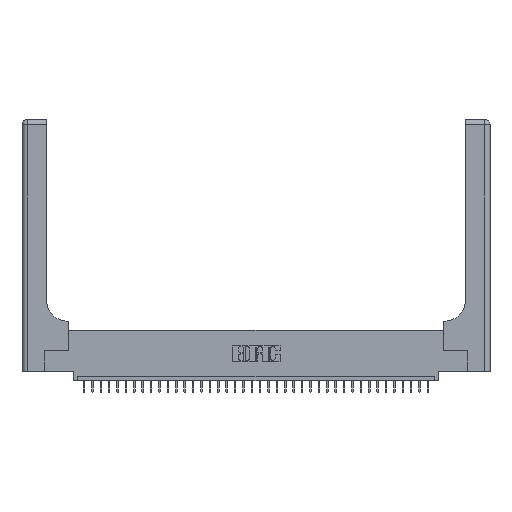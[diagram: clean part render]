
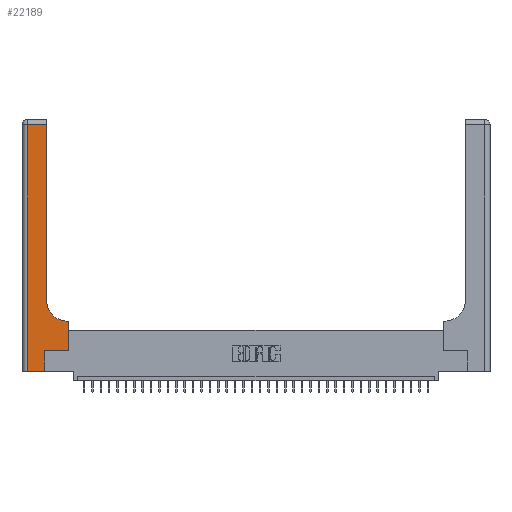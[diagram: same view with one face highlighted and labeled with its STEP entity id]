
A CAD part, top view. The second image highlights one B-rep face of the part: STEP entity #22189.
In plain terms, the highlighted planar face has unit normal (0, 0, 1).
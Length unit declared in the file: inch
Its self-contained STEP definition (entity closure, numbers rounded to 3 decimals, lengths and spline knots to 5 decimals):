
#804 = VERTEX_POINT ( 'NONE', #21261 ) ;
#1244 = AXIS2_PLACEMENT_3D ( 'NONE', #9578, #20581, #35031 ) ;
#1704 = LINE ( 'NONE', #24709, #3275 ) ;
#1837 = EDGE_LOOP ( 'NONE', ( #10516, #31170, #19209, #3091, #5761, #13142, #12599, #3923, #15872 ) ) ;
#1997 = CARTESIAN_POINT ( 'NONE',  ( 0.2915, 0.6, 0.37 ) ) ;
#2084 = CARTESIAN_POINT ( 'NONE',  ( 0.06, 0., 0.37 ) ) ;
#2483 = LINE ( 'NONE', #31147, #35957 ) ;
#3091 = ORIENTED_EDGE ( 'NONE', *, *, #35904, .T. ) ;
#3275 = VECTOR ( 'NONE', #15731, 39.37008 ) ;
#3923 = ORIENTED_EDGE ( 'NONE', *, *, #4015, .T. ) ;
#4015 = EDGE_CURVE ( 'NONE', #22011, #10565, #13580, .T. ) ;
#4960 = LINE ( 'NONE', #16370, #31842 ) ;
#5375 = VECTOR ( 'NONE', #11414, 39.37008 ) ;
#5573 = EDGE_CURVE ( 'NONE', #6542, #18060, #1704, .T. ) ;
#5761 = ORIENTED_EDGE ( 'NONE', *, *, #22506, .T. ) ;
#6256 = VERTEX_POINT ( 'NONE', #20684 ) ;
#6542 = VERTEX_POINT ( 'NONE', #33797 ) ;
#8256 = LINE ( 'NONE', #22284, #20328 ) ;
#8685 = EDGE_CURVE ( 'NONE', #14964, #6256, #17004, .T. ) ;
#8970 = CARTESIAN_POINT ( 'NONE',  ( 0.2915, 3., 0.37 ) ) ;
#8982 = CIRCLE ( 'NONE', #1244, 0.25 ) ;
#8998 = CARTESIAN_POINT ( 'NONE',  ( 0.5415, 0.6, 0.37 ) ) ;
#9578 = CARTESIAN_POINT ( 'NONE',  ( 0.5415, 0.85, 0.37 ) ) ;
#10319 = EDGE_CURVE ( 'NONE', #13547, #804, #30751, .T. ) ;
#10516 = ORIENTED_EDGE ( 'NONE', *, *, #8685, .T. ) ;
#10565 = VERTEX_POINT ( 'NONE', #8998 ) ;
#10934 = VERTEX_POINT ( 'NONE', #34976 ) ;
#11173 = FACE_OUTER_BOUND ( 'NONE', #1837, .T. ) ;
#11257 = DIRECTION ( 'NONE',  ( -1., 0., 0. ) ) ;
#11414 = DIRECTION ( 'NONE',  ( 0., 1., 0. ) ) ;
#12599 = ORIENTED_EDGE ( 'NONE', *, *, #26404, .T. ) ;
#13142 = ORIENTED_EDGE ( 'NONE', *, *, #10319, .T. ) ;
#13547 = VERTEX_POINT ( 'NONE', #30661 ) ;
#13580 = LINE ( 'NONE', #1997, #29764 ) ;
#14157 = CARTESIAN_POINT ( 'NONE',  ( 0.5585, 0.25, 0.37 ) ) ;
#14964 = VERTEX_POINT ( 'NONE', #28919 ) ;
#15731 = DIRECTION ( 'NONE',  ( 0., -1., 0. ) ) ;
#15872 = ORIENTED_EDGE ( 'NONE', *, *, #34768, .T. ) ;
#16370 = CARTESIAN_POINT ( 'NONE',  ( 0.269, 0., 0.37 ) ) ;
#17004 = LINE ( 'NONE', #8970, #5375 ) ;
#17419 = DIRECTION ( 'NONE',  ( 1., 0., 0. ) ) ;
#18060 = VERTEX_POINT ( 'NONE', #2084 ) ;
#18097 = AXIS2_PLACEMENT_3D ( 'NONE', #19404, #19772, #28378 ) ;
#19209 = ORIENTED_EDGE ( 'NONE', *, *, #5573, .T. ) ;
#19404 = CARTESIAN_POINT ( 'NONE',  ( 0., 3., 0.37 ) ) ;
#19731 = DIRECTION ( 'NONE',  ( 0., 1., 0. ) ) ;
#19772 = DIRECTION ( 'NONE',  ( 0., 0., -1. ) ) ;
#19939 = DIRECTION ( 'NONE',  ( 0., 1., 0. ) ) ;
#20328 = VECTOR ( 'NONE', #11257, 39.37008 ) ;
#20581 = DIRECTION ( 'NONE',  ( 0., 0., -1. ) ) ;
#20684 = CARTESIAN_POINT ( 'NONE',  ( 0.2915, 2.94, 0.37 ) ) ;
#21261 = CARTESIAN_POINT ( 'NONE',  ( 0.5585, 0.25, 0.37 ) ) ;
#22011 = VERTEX_POINT ( 'NONE', #29558 ) ;
#22189 = ADVANCED_FACE ( 'NONE', ( #11173 ), #22566, .F. ) ;
#22284 = CARTESIAN_POINT ( 'NONE',  ( 0., 2.94, 0.37 ) ) ;
#22506 = EDGE_CURVE ( 'NONE', #10934, #13547, #4960, .T. ) ;
#22566 = PLANE ( 'NONE',  #18097 ) ;
#24709 = CARTESIAN_POINT ( 'NONE',  ( 0.06, 3., 0.37 ) ) ;
#25122 = DIRECTION ( 'NONE',  ( 1., 0., 0. ) ) ;
#26404 = EDGE_CURVE ( 'NONE', #804, #22011, #31778, .T. ) ;
#27624 = DIRECTION ( 'NONE',  ( -1., 0., 0. ) ) ;
#28378 = DIRECTION ( 'NONE',  ( -1., 0., 0. ) ) ;
#28919 = CARTESIAN_POINT ( 'NONE',  ( 0.2915, 0.85, 0.37 ) ) ;
#29558 = CARTESIAN_POINT ( 'NONE',  ( 0.5585, 0.6, 0.37 ) ) ;
#29764 = VECTOR ( 'NONE', #27624, 39.37008 ) ;
#30661 = CARTESIAN_POINT ( 'NONE',  ( 0.269, 0.25, 0.37 ) ) ;
#30751 = LINE ( 'NONE', #36197, #32972 ) ;
#31147 = CARTESIAN_POINT ( 'NONE',  ( 0., 0., 0.37 ) ) ;
#31170 = ORIENTED_EDGE ( 'NONE', *, *, #34664, .T. ) ;
#31458 = VECTOR ( 'NONE', #19939, 39.37008 ) ;
#31778 = LINE ( 'NONE', #14157, #31458 ) ;
#31842 = VECTOR ( 'NONE', #19731, 39.37008 ) ;
#32972 = VECTOR ( 'NONE', #25122, 39.37008 ) ;
#33797 = CARTESIAN_POINT ( 'NONE',  ( 0.06, 2.94, 0.37 ) ) ;
#34664 = EDGE_CURVE ( 'NONE', #6256, #6542, #8256, .T. ) ;
#34768 = EDGE_CURVE ( 'NONE', #10565, #14964, #8982, .T. ) ;
#34976 = CARTESIAN_POINT ( 'NONE',  ( 0.269, 0., 0.37 ) ) ;
#35031 = DIRECTION ( 'NONE',  ( 1., 0., 0. ) ) ;
#35904 = EDGE_CURVE ( 'NONE', #18060, #10934, #2483, .T. ) ;
#35957 = VECTOR ( 'NONE', #17419, 39.37008 ) ;
#36197 = CARTESIAN_POINT ( 'NONE',  ( 0.269, 0.25, 0.37 ) ) ;
